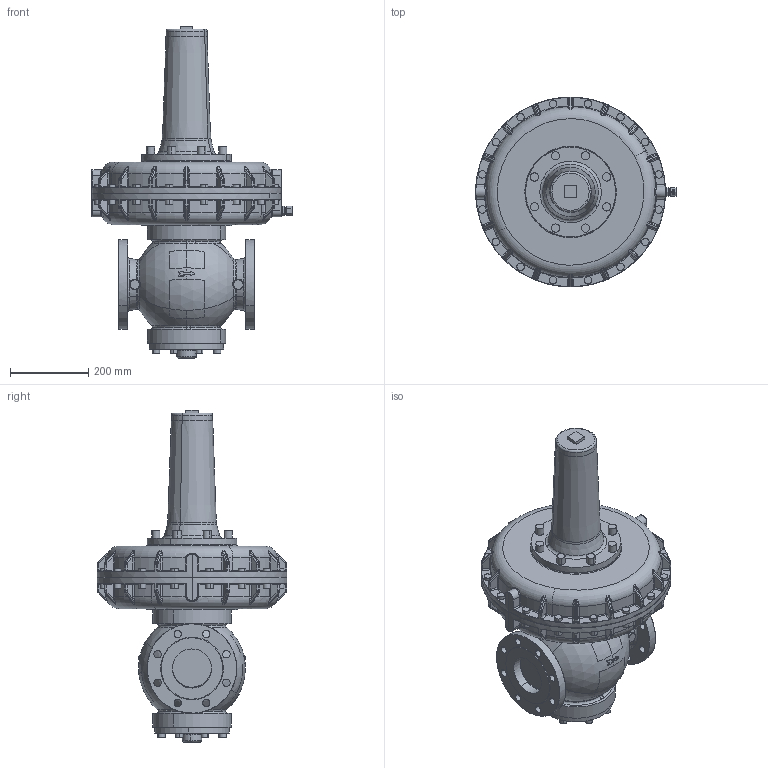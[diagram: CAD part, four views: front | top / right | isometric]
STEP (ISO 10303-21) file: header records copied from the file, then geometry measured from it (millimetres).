
FILE_DESCRIPTION(('CATIA V5 STEP Exchange'),'2;1');
FILE_NAME('R 105 DN 100-485-ANSI.stp','2025-04-23T10:41:30+00:00',('none'),('none'),'CATIA Version 5-6 Release 2018 SP2','CATIA V5 STEP AP203','none');
FILE_SCHEMA(('CONFIG_CONTROL_DESIGN'));
Products named in the file (1): Product6
Assembly tree (2 placements, depth 2):
  Product6
    #57
    #87568
Bounding box: 512.8 x 485 x 849 mm (x, y, z)
Volume: 44466620 mm3; surface area: 1284830.7 mm2
Topology: 3 solids, 22 shells, 1813 faces, 4429 edges, 2579 vertices
Faces by surface type: cylinder 606, bspline 438, torus 406, plane 268, cone 72, sphere 23
Entity records: 89634 total; most frequent: CARTESIAN_POINT 55568, ORIENTED_EDGE 8554, EDGE_CURVE 4277, DIRECTION 4082, VERTEX_POINT 2579, AXIS2_PLACEMENT_3D 2447, EDGE_LOOP 1924, ADVANCED_FACE 1813
